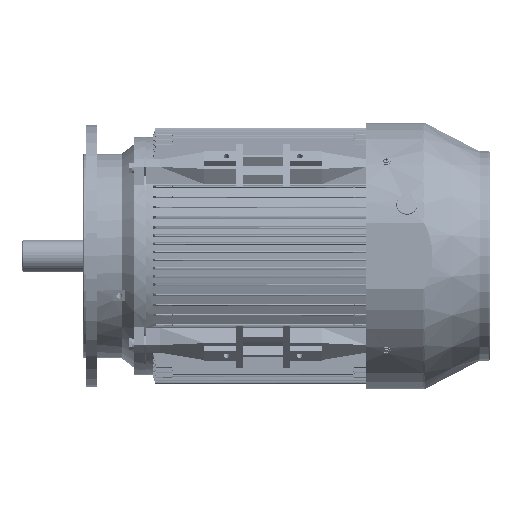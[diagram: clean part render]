
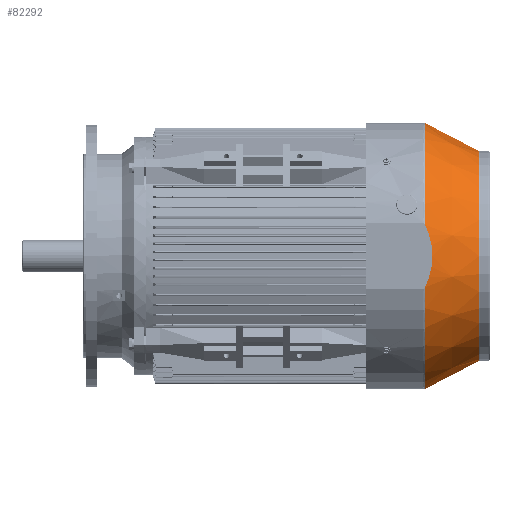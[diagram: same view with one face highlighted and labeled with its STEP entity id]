
A CAD part, front view. The second image highlights one B-rep face of the part: STEP entity #82292.
In plain terms, the highlighted conical face has half-angle 27.379 degrees and reference radius 180.336 mm.
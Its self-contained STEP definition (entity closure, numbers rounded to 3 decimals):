
#588 = CARTESIAN_POINT ( 'NONE',  ( -53.757, -222., -101.514 ) ) ;
#1019 = DIRECTION ( 'NONE',  ( 1., 0., 0. ) ) ;
#1021 = DIRECTION ( 'NONE',  ( 0., 0., 1. ) ) ;
#1022 = CARTESIAN_POINT ( 'NONE',  ( 0., 0., -101.514 ) ) ;
#1023 = AXIS2_PLACEMENT_3D ( 'NONE', #1022, #1021, #1019 ) ;
#1024 = CIRCLE ( 'NONE', #1023, 228.416 ) ;
#1154 = DIRECTION ( 'NONE',  ( 1., 0., 0. ) ) ;
#1156 = DIRECTION ( 'NONE',  ( 0., 0., 1. ) ) ;
#1157 = AXIS2_PLACEMENT_3D ( 'NONE', #1162, #1156, #1154 ) ;
#1159 = CONICAL_SURFACE ( 'NONE', #1157, 180.336, 0.478 ) ;
#1162 = CARTESIAN_POINT ( 'NONE',  ( 0., 0., -194.351 ) ) ;
#1163 = FACE_OUTER_BOUND ( 'NONE', #82587, .T. ) ;
#2491 = CARTESIAN_POINT ( 'NONE',  ( -53.757, -222., -101.514 ) ) ;
#2492 = CARTESIAN_POINT ( 'NONE',  ( -49.57, -222., -103.417 ) ) ;
#2494 = CARTESIAN_POINT ( 'NONE',  ( -45.284, -222., -105.155 ) ) ;
#2496 = CARTESIAN_POINT ( 'NONE',  ( -39.776, -222., -107.081 ) ) ;
#2498 = CARTESIAN_POINT ( 'NONE',  ( -38.669, -222., -107.453 ) ) ;
#2500 = CARTESIAN_POINT ( 'NONE',  ( -36.454, -222., -108.167 ) ) ;
#2502 = CARTESIAN_POINT ( 'NONE',  ( -33.122, -222., -109.194 ) ) ;
#2503 = CARTESIAN_POINT ( 'NONE',  ( -29.768, -222., -110.087 ) ) ;
#2504 = CARTESIAN_POINT ( 'NONE',  ( -18.534, -222., -112.756 ) ) ;
#2505 = CARTESIAN_POINT ( 'NONE',  ( -9.377, -222., -113.901 ) ) ;
#2507 = CARTESIAN_POINT ( 'NONE',  ( 1.148, -222., -113.903 ) ) ;
#2509 = CARTESIAN_POINT ( 'NONE',  ( 2.317, -222., -113.885 ) ) ;
#2510 = CARTESIAN_POINT ( 'NONE',  ( 4.647, -222., -113.814 ) ) ;
#2511 = CARTESIAN_POINT ( 'NONE',  ( 5.808, -222., -113.762 ) ) ;
#2512 = CARTESIAN_POINT ( 'NONE',  ( 9.284, -222., -113.551 ) ) ;
#2514 = CARTESIAN_POINT ( 'NONE',  ( 11.588, -222., -113.342 ) ) ;
#2515 = CARTESIAN_POINT ( 'NONE',  ( 18.465, -222., -112.513 ) ) ;
#2516 = CARTESIAN_POINT ( 'NONE',  ( 23.001, -222., -111.694 ) ) ;
#2518 = CARTESIAN_POINT ( 'NONE',  ( 31.985, -222., -109.562 ) ) ;
#2520 = CARTESIAN_POINT ( 'NONE',  ( 36.432, -222., -108.249 ) ) ;
#2522 = CARTESIAN_POINT ( 'NONE',  ( 41.94, -222., -106.325 ) ) ;
#2524 = CARTESIAN_POINT ( 'NONE',  ( 43.038, -222., -105.927 ) ) ;
#2546 = CARTESIAN_POINT ( 'NONE',  ( 45.216, -222., -105.106 ) ) ;
#2547 = CARTESIAN_POINT ( 'NONE',  ( 46.299, -222., -104.684 ) ) ;
#2548 = CARTESIAN_POINT ( 'NONE',  ( 49.527, -222., -103.383 ) ) ;
#2549 = CARTESIAN_POINT ( 'NONE',  ( 51.654, -222., -102.47 ) ) ;
#2551 = CARTESIAN_POINT ( 'NONE',  ( 53.757, -222., -101.514 ) ) ;
#2555 = B_SPLINE_CURVE_WITH_KNOTS ( 'NONE', 3,
 ( #2551, #2549, #2548, #2547, #2546, #2524, #2522, #2520, #2518, #2516, #2515, #2514, #2512, #2511, #2510, #2509, #2507, #2505, #2504, #2503, #2502, #2500, #2498, #2496, #2494, #2492, #2491 ),
 .UNSPECIFIED., .F., .F.,
 ( 4, 2, 2, 2, 2, 2, 2, 2, 2, 2, 1, 2, 2, 4 ),
 ( 0.226, 0.233, 0.237, 0.24, 0.254, 0.267, 0.274, 0.278, 0.281, 0.309, 0.315, 0.319, 0.322, 0.336 ),
 .UNSPECIFIED. ) ;
#46493 = CARTESIAN_POINT ( 'NONE',  ( 180.336, 0., -194.351 ) ) ;
#46496 = CARTESIAN_POINT ( 'NONE',  ( -180.336, 0., -194.351 ) ) ;
#46497 = DIRECTION ( 'NONE',  ( 1., 0., 0. ) ) ;
#46498 = DIRECTION ( 'NONE',  ( 0., 0., 1. ) ) ;
#46499 = CARTESIAN_POINT ( 'NONE',  ( 0., 0., -194.351 ) ) ;
#46500 = AXIS2_PLACEMENT_3D ( 'NONE', #46499, #46498, #46497 ) ;
#46501 = CIRCLE ( 'NONE', #46500, 180.336 ) ;
#46919 = CARTESIAN_POINT ( 'NONE',  ( 228.416, 0., -101.514 ) ) ;
#46955 = CARTESIAN_POINT ( 'NONE',  ( -228.416, 0., -101.514 ) ) ;
#46974 = DIRECTION ( 'NONE',  ( 0.46, 0., 0.888 ) ) ;
#46975 = VECTOR ( 'NONE', #46974, 1000. ) ;
#46976 = CARTESIAN_POINT ( 'NONE',  ( 180.336, 0., -194.351 ) ) ;
#46977 = LINE ( 'NONE', #46976, #46975 ) ;
#47023 = DIRECTION ( 'NONE',  ( -0.46, 0., 0.888 ) ) ;
#47024 = VECTOR ( 'NONE', #47023, 1000. ) ;
#47025 = CARTESIAN_POINT ( 'NONE',  ( -180.336, 0., -194.351 ) ) ;
#47026 = LINE ( 'NONE', #47025, #47024 ) ;
#47445 = DIRECTION ( 'NONE',  ( 1., 0., 0. ) ) ;
#47446 = DIRECTION ( 'NONE',  ( 0., 0., 1. ) ) ;
#47447 = CARTESIAN_POINT ( 'NONE',  ( 0., 0., -101.514 ) ) ;
#47448 = AXIS2_PLACEMENT_3D ( 'NONE', #47447, #47446, #47445 ) ;
#47449 = CIRCLE ( 'NONE', #47448, 228.416 ) ;
#47529 = CARTESIAN_POINT ( 'NONE',  ( 53.757, -222., -101.514 ) ) ;
#81992 = VERTEX_POINT ( 'NONE', #588 ) ;
#82236 = EDGE_CURVE ( 'NONE', #104915, #81992, #1024, .T. ) ;
#82292 = ADVANCED_FACE ( 'NONE', ( #1163 ), #1159, .T. ) ;
#82309 = ORIENTED_EDGE ( 'NONE', *, *, #105014, .F. ) ;
#82449 = ORIENTED_EDGE ( 'NONE', *, *, #105425, .F. ) ;
#82475 = ORIENTED_EDGE ( 'NONE', *, *, #104331, .T. ) ;
#82477 = ORIENTED_EDGE ( 'NONE', *, *, #104952, .T. ) ;
#82587 = EDGE_LOOP ( 'NONE', ( #82309, #82475, #82477, #82449, #83015, #82753 ) ) ;
#82753 = ORIENTED_EDGE ( 'NONE', *, *, #82236, .F. ) ;
#83015 = ORIENTED_EDGE ( 'NONE', *, *, #83017, .T. ) ;
#83017 = EDGE_CURVE ( 'NONE', #105533, #81992, #2555, .T. ) ;
#104331 = EDGE_CURVE ( 'NONE', #104343, #104347, #46501, .T. ) ;
#104343 = VERTEX_POINT ( 'NONE', #46496 ) ;
#104347 = VERTEX_POINT ( 'NONE', #46493 ) ;
#104890 = VERTEX_POINT ( 'NONE', #46919 ) ;
#104915 = VERTEX_POINT ( 'NONE', #46955 ) ;
#104952 = EDGE_CURVE ( 'NONE', #104347, #104890, #46977, .T. ) ;
#105014 = EDGE_CURVE ( 'NONE', #104343, #104915, #47026, .T. ) ;
#105425 = EDGE_CURVE ( 'NONE', #105533, #104890, #47449, .T. ) ;
#105533 = VERTEX_POINT ( 'NONE', #47529 ) ;
